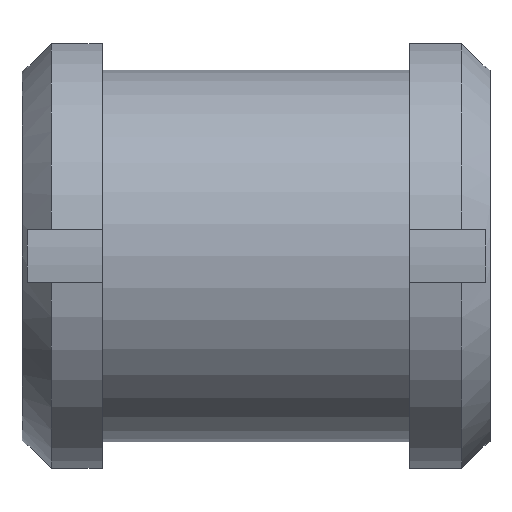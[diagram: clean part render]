
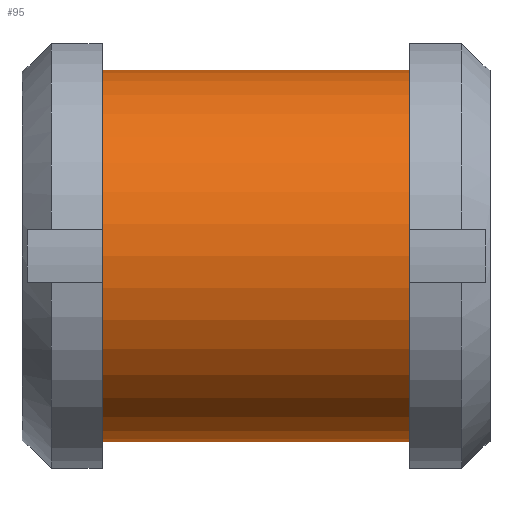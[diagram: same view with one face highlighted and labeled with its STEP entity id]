
A CAD part, left-side view. The second image highlights one B-rep face of the part: STEP entity #95.
In plain terms, the highlighted cylindrical face has radius 13.9 mm (diameter 27.8 mm), a full revolution.
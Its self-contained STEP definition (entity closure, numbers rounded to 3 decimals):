
#95 = ADVANCED_FACE( '', ( #228, #229 ), #230, .T. );
#228 = FACE_OUTER_BOUND( '', #407, .T. );
#229 = FACE_OUTER_BOUND( '', #408, .T. );
#230 = CYLINDRICAL_SURFACE( '', #409, 13.9 );
#407 = EDGE_LOOP( '', ( #633 ) );
#408 = EDGE_LOOP( '', ( #634 ) );
#409 = AXIS2_PLACEMENT_3D( '', #635, #636, #637 );
#633 = ORIENTED_EDGE( '', *, *, #1028, .T. );
#634 = ORIENTED_EDGE( '', *, *, #1029, .F. );
#635 = CARTESIAN_POINT( '', ( 0., 0., 0. ) );
#636 = DIRECTION( '', ( 0., 1., 0. ) );
#637 = DIRECTION( '', ( 0., 0., -1. ) );
#1028 = EDGE_CURVE( '', #1231, #1231, #1232, .T. );
#1029 = EDGE_CURVE( '', #1233, #1233, #1234, .T. );
#1231 = VERTEX_POINT( '', #1523 );
#1232 = CIRCLE( '', #1524, 13.9 );
#1233 = VERTEX_POINT( '', #1525 );
#1234 = CIRCLE( '', #1526, 13.9 );
#1523 = CARTESIAN_POINT( '', ( 0., 29., -13.9 ) );
#1524 = AXIS2_PLACEMENT_3D( '', #1805, #1806, #1807 );
#1525 = CARTESIAN_POINT( '', ( 0., 6., -13.9 ) );
#1526 = AXIS2_PLACEMENT_3D( '', #1808, #1809, #1810 );
#1805 = CARTESIAN_POINT( '', ( 0., 29., 0. ) );
#1806 = DIRECTION( '', ( 0., -1., 0. ) );
#1807 = DIRECTION( '', ( 0., 0., -1. ) );
#1808 = CARTESIAN_POINT( '', ( 0., 6., 0. ) );
#1809 = DIRECTION( '', ( 0., -1., 0. ) );
#1810 = DIRECTION( '', ( 0., 0., -1. ) );
